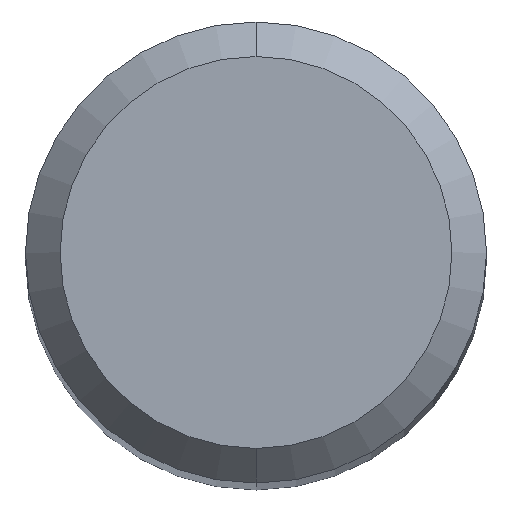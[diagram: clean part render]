
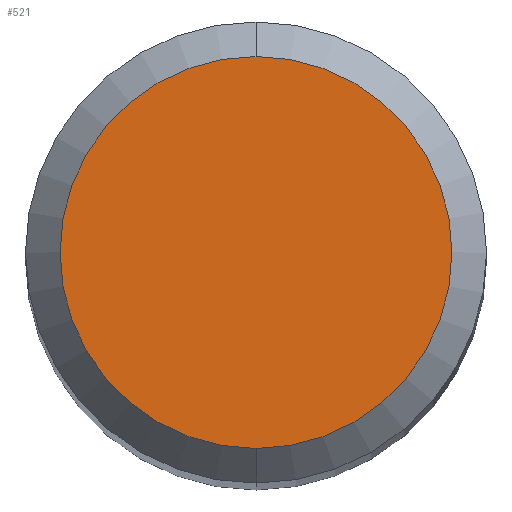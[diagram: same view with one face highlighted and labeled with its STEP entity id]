
A CAD part, top view. The second image highlights one B-rep face of the part: STEP entity #521.
In plain terms, the highlighted planar face has unit normal (0, 0, 1).
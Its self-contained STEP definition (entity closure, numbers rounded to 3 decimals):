
#469=EDGE_CURVE('',#1099,#797,#1254,.T.);
#521=ADVANCED_FACE('',(#1310),#1311,.T.);
#721=EDGE_CURVE('',#797,#1099,#1525,.T.);
#797=VERTEX_POINT('',#1605);
#1099=VERTEX_POINT('',#1938);
#1254=CIRCLE('',#2147,1.7);
#1310=FACE_OUTER_BOUND('',#2314,.T.);
#1311=PLANE('',#2315);
#1525=CIRCLE('',#3157,1.7);
#1605=CARTESIAN_POINT('',(0.,-1.7,0.0));
#1938=CARTESIAN_POINT('',(0.0,1.7,0.0));
#2147=AXIS2_PLACEMENT_3D('',#5231,#5232,#5233);
#2314=EDGE_LOOP('',(#5286,#5287));
#2315=AXIS2_PLACEMENT_3D('',#5288,#5289,#5290);
#3157=AXIS2_PLACEMENT_3D('',#5468,#5469,#5470);
#5231=CARTESIAN_POINT('',(0.0,0.0,0.0));
#5232=DIRECTION('',(0.0,0.0,-1.0));
#5233=DIRECTION('',(0.0,1.0,0.0));
#5286=ORIENTED_EDGE('',*,*,#469,.F.);
#5287=ORIENTED_EDGE('',*,*,#721,.F.);
#5288=CARTESIAN_POINT('',(0.0,0.85,0.0));
#5289=DIRECTION('',(-0.0,0.0,1.0));
#5290=DIRECTION('',(0.0,-1.0,0.0));
#5468=CARTESIAN_POINT('',(0.0,0.0,0.0));
#5469=DIRECTION('',(0.0,0.0,-1.0));
#5470=DIRECTION('',(0.0,1.0,0.0));
